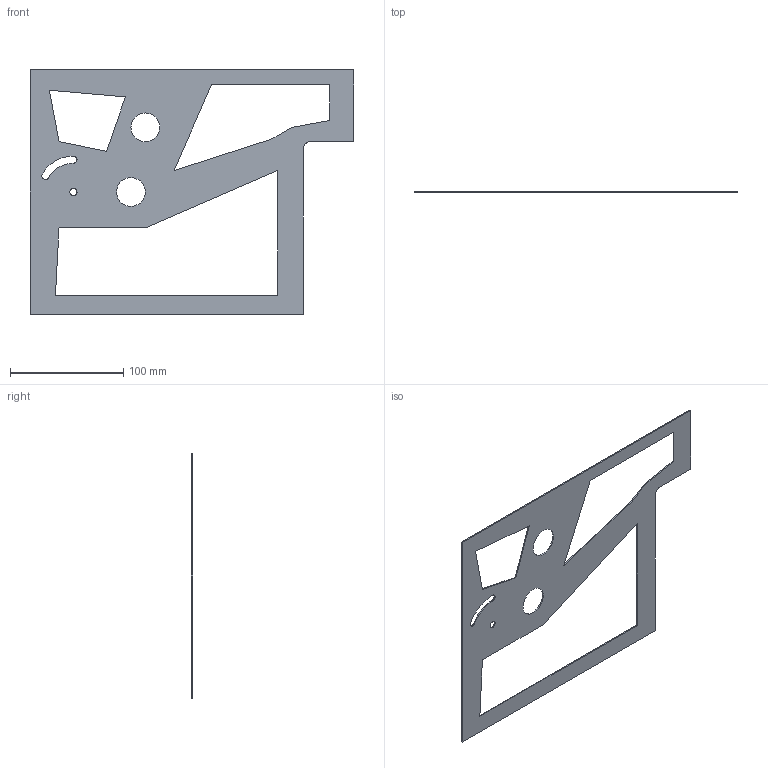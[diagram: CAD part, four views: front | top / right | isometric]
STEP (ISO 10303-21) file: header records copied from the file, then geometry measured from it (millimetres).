
FILE_DESCRIPTION(/* description */ (''),/* implementation_level */ '2;1');
FILE_NAME(/* name */ 'PlayField-ActualSizeHoles v5.step',/* time_stamp */ '2021-02-21T18:46:27-05:00',/* author */ (''),/* organization */ (''),/* preprocessor_version */ 'ST-DEVELOPER v18.1',/* originating_system */ 'Autodesk Translation Framework v9.7.0.1280',/* authorisation */ '');
FILE_SCHEMA (('AUTOMOTIVE_DESIGN { 1 0 10303 214 3 1 1 }'));
Length unit declared in the file: inch
Products named in the file (1): PlayField-ActualSizeHoles
Bounding box: 285.75 x 1.02 x 215.9 mm (x, y, z)
Volume: 30940.6 mm3; surface area: 63347.6 mm2
Topology: 1 solids, 1 shells, 36 faces, 102 edges, 68 vertices
Faces by surface type: plane 25, bspline 8, cylinder 3
Full cylindrical faces by diameter (mm): 6.35 x1, 25.4 x2
Entity records: 1239 total; most frequent: CARTESIAN_POINT 311, ORIENTED_EDGE 204, DIRECTION 150, EDGE_CURVE 102, LINE 80, VECTOR 80, VERTEX_POINT 68, EDGE_LOOP 50
